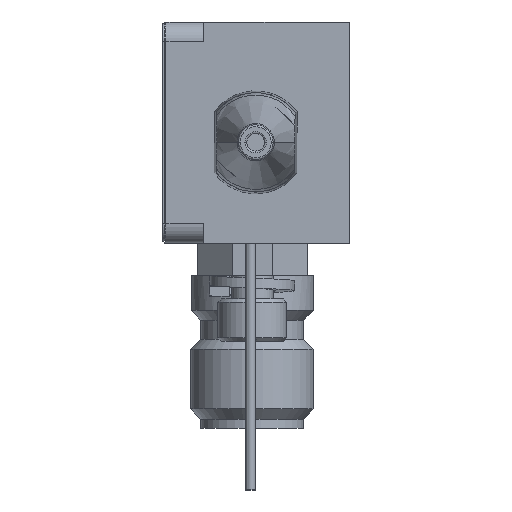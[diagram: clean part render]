
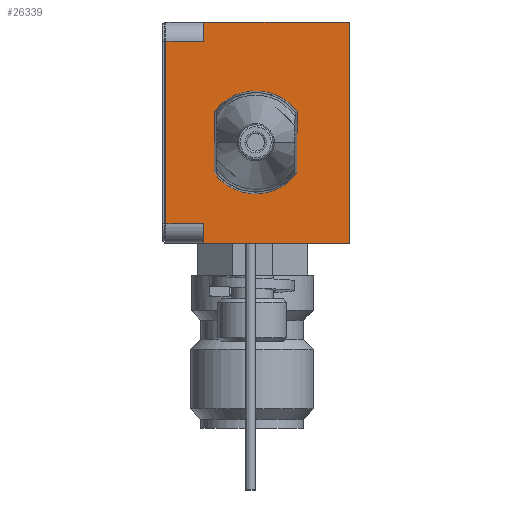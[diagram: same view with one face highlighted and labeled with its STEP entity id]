
A CAD part, left-side view. The second image highlights one B-rep face of the part: STEP entity #26339.
In plain terms, the highlighted planar face has unit normal (-1, 0, 0).
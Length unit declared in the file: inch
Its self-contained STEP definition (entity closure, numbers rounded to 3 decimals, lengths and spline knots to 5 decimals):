
#185 = ORIENTED_EDGE ( 'NONE', *, *, #4032, .T. ) ;
#843 = EDGE_CURVE ( 'NONE', #27532, #5120, #9247, .T. ) ;
#968 = VERTEX_POINT ( 'NONE', #1023 ) ;
#1023 = CARTESIAN_POINT ( 'NONE',  ( -0.80982, 1.30442, 1.92903 ) ) ;
#1101 = VECTOR ( 'NONE', #3874, 39.37008 ) ;
#1255 = ORIENTED_EDGE ( 'NONE', *, *, #12565, .T. ) ;
#1647 = DIRECTION ( 'NONE',  ( 0., -1., 0. ) ) ;
#1924 = VECTOR ( 'NONE', #13246, 39.37008 ) ;
#2980 = AXIS2_PLACEMENT_3D ( 'NONE', #15763, #25641, #28093 ) ;
#3834 = FACE_OUTER_BOUND ( 'NONE', #22439, .T. ) ;
#3874 = DIRECTION ( 'NONE',  ( 0., 1., 0. ) ) ;
#4032 = EDGE_CURVE ( 'NONE', #6278, #23671, #21066, .T. ) ;
#5001 = DIRECTION ( 'NONE',  ( 0., 0., -1. ) ) ;
#5120 = VERTEX_POINT ( 'NONE', #28484 ) ;
#5281 = ORIENTED_EDGE ( 'NONE', *, *, #25235, .T. ) ;
#5375 = FACE_BOUND ( 'NONE', #15001, .T. ) ;
#5599 = LINE ( 'NONE', #30337, #30633 ) ;
#5752 = CARTESIAN_POINT ( 'NONE',  ( -0.80982, 1.30442, 2.29911 ) ) ;
#6169 = CARTESIAN_POINT ( 'NONE',  ( -0.80982, 1.30442, 1.88966 ) ) ;
#6278 = VERTEX_POINT ( 'NONE', #15708 ) ;
#6420 = CARTESIAN_POINT ( 'NONE',  ( -0.80982, 1.22568, 2.29911 ) ) ;
#6606 = CARTESIAN_POINT ( 'NONE',  ( -0.80982, 1.22568, 1.92903 ) ) ;
#6931 = ORIENTED_EDGE ( 'NONE', *, *, #24181, .T. ) ;
#7336 = PLANE ( 'NONE',  #23057 ) ;
#9186 = DIRECTION ( 'NONE',  ( 0., 0., 1. ) ) ;
#9247 = LINE ( 'NONE', #15291, #9594 ) ;
#9295 = DIRECTION ( 'NONE',  ( 0., -1., 0. ) ) ;
#9497 = DIRECTION ( 'NONE',  ( 1., 0., 0. ) ) ;
#9594 = VECTOR ( 'NONE', #20281, 39.37008 ) ;
#9658 = CARTESIAN_POINT ( 'NONE',  ( -0.80982, 1.30442, 2.33848 ) ) ;
#9967 = EDGE_CURVE ( 'NONE', #5120, #23671, #21574, .T. ) ;
#9979 = CIRCLE ( 'NONE', #2980, 0.06496 ) ;
#11068 = CARTESIAN_POINT ( 'NONE',  ( -0.80982, 1.22568, 1.88966 ) ) ;
#12160 = CARTESIAN_POINT ( 'NONE',  ( -0.80982, 1.30442, 2.33848 ) ) ;
#12565 = EDGE_CURVE ( 'NONE', #19837, #24834, #9979, .T. ) ;
#12579 = CIRCLE ( 'NONE', #20229, 0.06496 ) ;
#13246 = DIRECTION ( 'NONE',  ( 0., 0., 1. ) ) ;
#13349 = ORIENTED_EDGE ( 'NONE', *, *, #30944, .F. ) ;
#13839 = ORIENTED_EDGE ( 'NONE', *, *, #9967, .F. ) ;
#13957 = ORIENTED_EDGE ( 'NONE', *, *, #19178, .F. ) ;
#13973 = CARTESIAN_POINT ( 'NONE',  ( -0.80982, 0.9304, 2.33848 ) ) ;
#14165 = LINE ( 'NONE', #6420, #25140 ) ;
#14617 = VECTOR ( 'NONE', #9186, 39.37008 ) ;
#15001 = EDGE_LOOP ( 'NONE', ( #1255, #5281 ) ) ;
#15291 = CARTESIAN_POINT ( 'NONE',  ( -0.80982, 1.22568, 2.33848 ) ) ;
#15708 = CARTESIAN_POINT ( 'NONE',  ( -0.80982, 0.9304, 1.88966 ) ) ;
#15763 = CARTESIAN_POINT ( 'NONE',  ( -0.80982, 1.1204, 2.09457 ) ) ;
#16201 = VECTOR ( 'NONE', #1647, 39.37008 ) ;
#16239 = CARTESIAN_POINT ( 'NONE',  ( -0.80982, 1.22568, 2.29911 ) ) ;
#16284 = LINE ( 'NONE', #25313, #1924 ) ;
#19126 = VERTEX_POINT ( 'NONE', #11068 ) ;
#19178 = EDGE_CURVE ( 'NONE', #31366, #968, #26868, .T. ) ;
#19518 = CARTESIAN_POINT ( 'NONE',  ( -0.80982, 1.1204, 2.15953 ) ) ;
#19837 = VERTEX_POINT ( 'NONE', #20334 ) ;
#20229 = AXIS2_PLACEMENT_3D ( 'NONE', #24022, #9497, #26480 ) ;
#20281 = DIRECTION ( 'NONE',  ( 0., 0., 1. ) ) ;
#20334 = CARTESIAN_POINT ( 'NONE',  ( -0.80982, 1.1204, 2.02961 ) ) ;
#20586 = CARTESIAN_POINT ( 'NONE',  ( -0.80982, 0.9304, 2.33848 ) ) ;
#21066 = LINE ( 'NONE', #13973, #14617 ) ;
#21574 = LINE ( 'NONE', #12160, #28804 ) ;
#22168 = DIRECTION ( 'NONE',  ( 1., 0., 0. ) ) ;
#22393 = VERTEX_POINT ( 'NONE', #5752 ) ;
#22439 = EDGE_LOOP ( 'NONE', ( #6931, #26265, #13957, #13349, #30894, #185, #13839, #24708 ) ) ;
#23057 = AXIS2_PLACEMENT_3D ( 'NONE', #9658, #22168, #5001 ) ;
#23472 = DIRECTION ( 'NONE',  ( 0., 1., 0. ) ) ;
#23671 = VERTEX_POINT ( 'NONE', #20586 ) ;
#24022 = CARTESIAN_POINT ( 'NONE',  ( -0.80982, 1.1204, 2.09457 ) ) ;
#24181 = EDGE_CURVE ( 'NONE', #27532, #22393, #14165, .T. ) ;
#24708 = ORIENTED_EDGE ( 'NONE', *, *, #843, .F. ) ;
#24834 = VERTEX_POINT ( 'NONE', #19518 ) ;
#25140 = VECTOR ( 'NONE', #23472, 39.37008 ) ;
#25235 = EDGE_CURVE ( 'NONE', #24834, #19837, #12579, .T. ) ;
#25313 = CARTESIAN_POINT ( 'NONE',  ( -0.80982, 1.30442, 2.33848 ) ) ;
#25641 = DIRECTION ( 'NONE',  ( 1., 0., 0. ) ) ;
#25875 = DIRECTION ( 'NONE',  ( 0., 0., 1. ) ) ;
#26265 = ORIENTED_EDGE ( 'NONE', *, *, #28649, .F. ) ;
#26339 = ADVANCED_FACE ( 'NONE', ( #5375, #3834 ), #7336, .F. ) ;
#26480 = DIRECTION ( 'NONE',  ( 0., 0., -1. ) ) ;
#26868 = LINE ( 'NONE', #6606, #1101 ) ;
#27532 = VERTEX_POINT ( 'NONE', #16239 ) ;
#28093 = DIRECTION ( 'NONE',  ( 0., 0., -1. ) ) ;
#28311 = CARTESIAN_POINT ( 'NONE',  ( -0.80982, 1.22568, 1.92903 ) ) ;
#28484 = CARTESIAN_POINT ( 'NONE',  ( -0.80982, 1.22568, 2.33848 ) ) ;
#28649 = EDGE_CURVE ( 'NONE', #968, #22393, #16284, .T. ) ;
#28804 = VECTOR ( 'NONE', #9295, 39.37008 ) ;
#29485 = LINE ( 'NONE', #6169, #16201 ) ;
#30337 = CARTESIAN_POINT ( 'NONE',  ( -0.80982, 1.22568, 1.88966 ) ) ;
#30633 = VECTOR ( 'NONE', #25875, 39.37008 ) ;
#30853 = EDGE_CURVE ( 'NONE', #19126, #6278, #29485, .T. ) ;
#30894 = ORIENTED_EDGE ( 'NONE', *, *, #30853, .T. ) ;
#30944 = EDGE_CURVE ( 'NONE', #19126, #31366, #5599, .T. ) ;
#31366 = VERTEX_POINT ( 'NONE', #28311 ) ;
